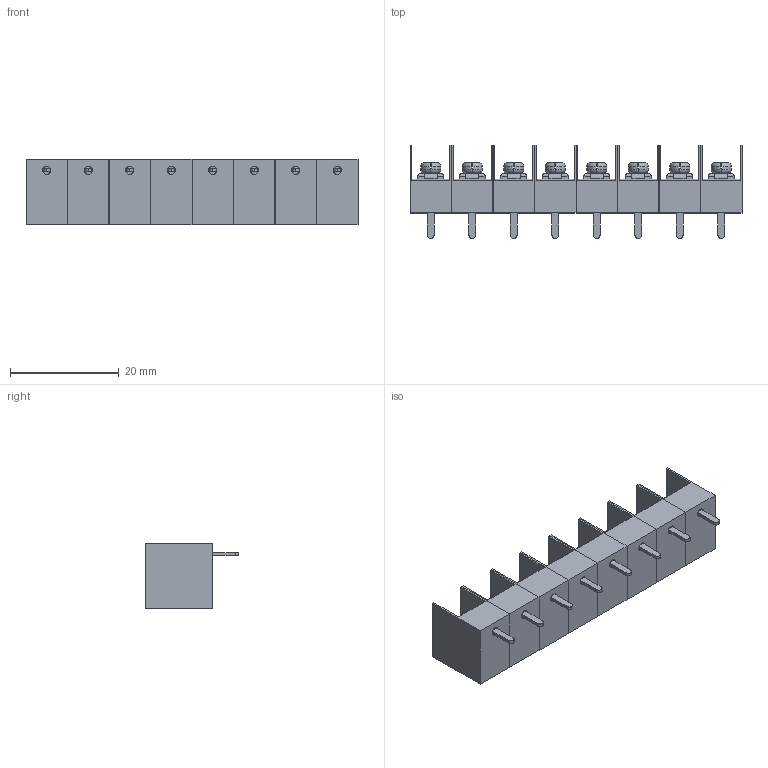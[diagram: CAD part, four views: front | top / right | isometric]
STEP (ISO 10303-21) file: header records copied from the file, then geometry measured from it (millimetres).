
FILE_DESCRIPTION (( 'STEP AP214' ), '1' );
FILE_NAME ('KF7.62-8P.STEP', '2024-08-06T22:00:14', ( '' ), ( '' ), 'SwSTEP 2.0', 'SolidWorks 2020', '' );
FILE_SCHEMA (( 'AUTOMOTIVE_DESIGN' ));
Length unit declared in the file: inch
Products named in the file (2): KF7.62-1P; KF7.62-8P
Assembly tree (8 placements, depth 2):
  KF7.62-8P
    KF7.62-1P  x8
Bounding box: 60.96 x 17.1 x 12 mm (x, y, z)
Volume: 5152.7 mm3; surface area: 8781.9 mm2
Topology: 32 solids, 32 shells, 704 faces, 1800 edges, 1184 vertices
Faces by surface type: plane 464, cylinder 192, torus 48
Entity records: 2868 total; most frequent: CARTESIAN_POINT 544, DIRECTION 467, ORIENTED_EDGE 450, EDGE_CURVE 225, LINE 157, VECTOR 157, AXIS2_PLACEMENT_3D 155, VERTEX_POINT 148
